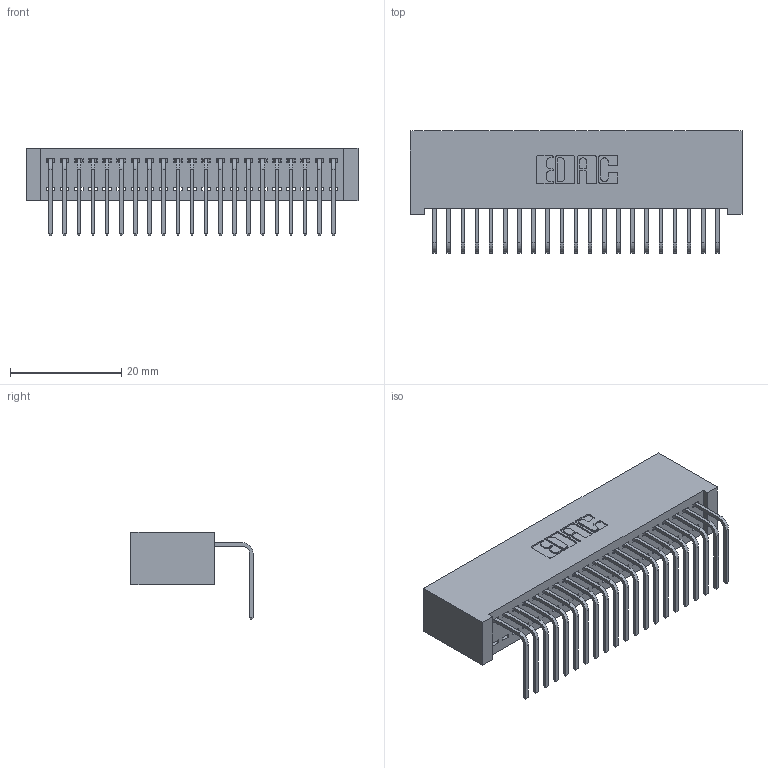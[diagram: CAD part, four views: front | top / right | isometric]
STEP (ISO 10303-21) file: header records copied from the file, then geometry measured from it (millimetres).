
FILE_DESCRIPTION (( 'STEP AP203' ), '1' );
FILE_NAME ('342-021-558-101.STEP', '2019-10-01T21:57:28', ( '' ), ( '' ), 'SwSTEP 2.0', 'SolidWorks 2016', '' );
FILE_SCHEMA (( 'CONFIG_CONTROL_DESIGN' ));
Length unit declared in the file: inch
Products named in the file (3): 342 Part_Lugless; 345-292-001_558 Tail - 2; 342-021-558-101
Assembly tree (22 placements, depth 2):
  342-021-558-101
    342 Part_Lugless
    345-292-001_558 Tail - 2  x21
Bounding box: 59.59 x 21.91 x 15.62 mm (x, y, z)
Volume: 5626.3 mm3; surface area: 8590.5 mm2
Topology: 22 solids, 22 shells, 1362 faces, 4097 edges, 2702 vertices
Faces by surface type: plane 986, cylinder 376
Entity records: 15229 total; most frequent: CARTESIAN_POINT 2637, ORIENTED_EDGE 2594, DIRECTION 2259, EDGE_CURVE 1297, VECTOR 1177, LINE 1177, VERTEX_POINT 862, AXIS2_PLACEMENT_3D 541
